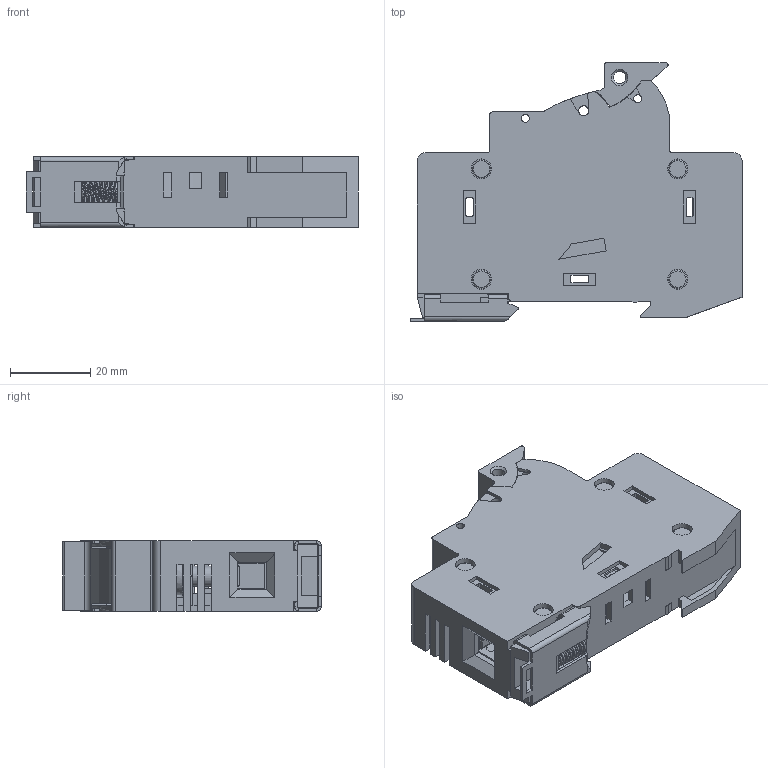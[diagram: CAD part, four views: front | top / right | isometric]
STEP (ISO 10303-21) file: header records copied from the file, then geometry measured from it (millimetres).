
FILE_DESCRIPTION(/* description */ (''),/* implementation_level */ '2;1');
FILE_NAME(/* name */ 'EFD10.stp',/* time_stamp */ '2017-05-25T14:34:27-04:00',/* author */ ('CAD Station'),/* organization */ ('Audax d.o.o.'),/* preprocessor_version */ 'ST-DEVELOPER v16.1',/* originating_system */ 'Autodesk Inventor 2016',/* authorisation */ '');
FILE_SCHEMA (('AUTOMOTIVE_DESIGN { 1 0 10303 214 3 1 1 }'));
Products named in the file (1): efd10
Bounding box: 82.8 x 64.5 x 17.5 mm (x, y, z)
Volume: 24074.8 mm3; surface area: 33914.6 mm2
Topology: 4 solids, 4 shells, 1350 faces, 3762 edges, 2443 vertices
Faces by surface type: plane 1010, cylinder 255, torus 34, cone 32, bspline 15, sphere 4
Full cylindrical faces by diameter (mm): 2 x8, 2.5 x2, 3 x4, 3.1 x1, 3.2 x8, 3.5 x2, 4.25 x2, 4.5 x8, 4.8 x4, 5 x16
Entity records: 67158 total; most frequent: CARTESIAN_POINT 32553, ORIENTED_EDGE 7282, DIRECTION 6908, EDGE_CURVE 3637, LINE 2828, VECTOR 2828, VERTEX_POINT 2417, AXIS2_PLACEMENT_3D 2040
